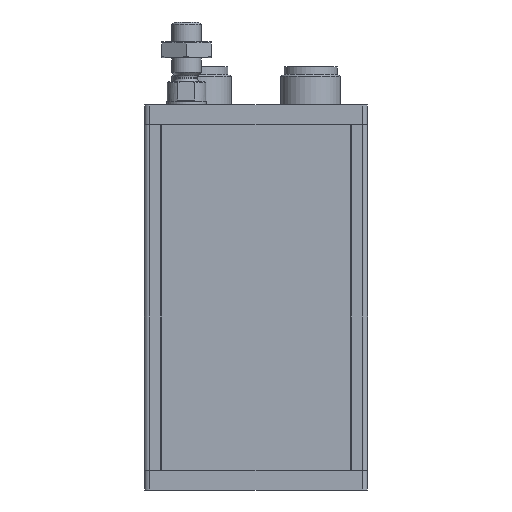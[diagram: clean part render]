
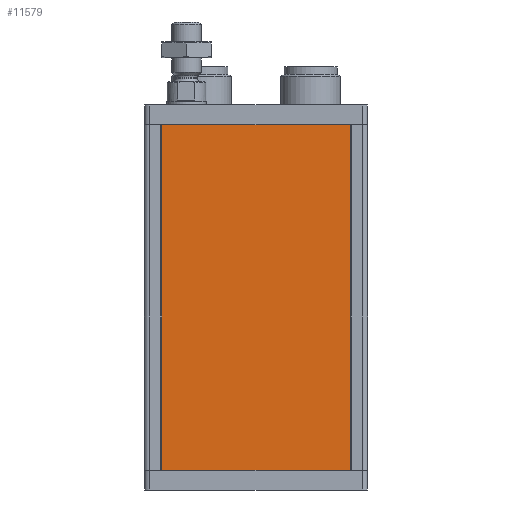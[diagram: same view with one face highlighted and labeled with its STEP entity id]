
A CAD part, front view. The second image highlights one B-rep face of the part: STEP entity #11579.
In plain terms, the highlighted planar face has unit normal (0, -1, 0).
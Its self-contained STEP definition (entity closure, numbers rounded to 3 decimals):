
#195=PLANE('',#15345);
#686=LINE('',#20932,#1664);
#687=LINE('',#20934,#1665);
#688=LINE('',#20936,#1666);
#689=LINE('',#20938,#1667);
#1664=VECTOR('',#17130,1000.);
#1665=VECTOR('',#17133,1000.);
#1666=VECTOR('',#17134,1000.);
#1667=VECTOR('',#17135,1000.);
#3555=ORIENTED_EDGE('',*,*,#6823,.F.);
#3556=ORIENTED_EDGE('',*,*,#6822,.F.);
#3557=ORIENTED_EDGE('',*,*,#6824,.T.);
#3558=ORIENTED_EDGE('',*,*,#6825,.T.);
#6822=EDGE_CURVE('',#8431,#8430,#686,.T.);
#6823=EDGE_CURVE('',#8430,#8432,#687,.T.);
#6824=EDGE_CURVE('',#8431,#8433,#688,.T.);
#6825=EDGE_CURVE('',#8433,#8432,#689,.T.);
#8430=VERTEX_POINT('',#20929);
#8431=VERTEX_POINT('',#20931);
#8432=VERTEX_POINT('',#20935);
#8433=VERTEX_POINT('',#20937);
#9473=EDGE_LOOP('',(#3555,#3556,#3557,#3558));
#10384=FACE_BOUND('',#9473,.T.);
#11579=ADVANCED_FACE('',(#10384),#195,.T.);
#15345=AXIS2_PLACEMENT_3D('',#20933,#17131,#17132);
#17130=DIRECTION('',(0.,0.,1.));
#17131=DIRECTION('',(0.,-1.,0.));
#17132=DIRECTION('',(0.,0.,-1.));
#17133=DIRECTION('',(1.,0.,0.));
#17134=DIRECTION('',(1.,0.,0.));
#17135=DIRECTION('',(0.,0.,1.));
#20929=CARTESIAN_POINT('',(-20.,1.1,0.));
#20931=CARTESIAN_POINT('',(-20.,1.1,-69.5));
#20932=CARTESIAN_POINT('',(-20.,1.1,-69.5));
#20933=CARTESIAN_POINT('',(-20.,1.1,-69.5));
#20934=CARTESIAN_POINT('',(-20.,1.1,0.));
#20935=CARTESIAN_POINT('',(20.,1.1,0.));
#20936=CARTESIAN_POINT('',(-20.,1.1,-69.5));
#20937=CARTESIAN_POINT('',(20.,1.1,-69.5));
#20938=CARTESIAN_POINT('',(20.,1.1,-69.5));
